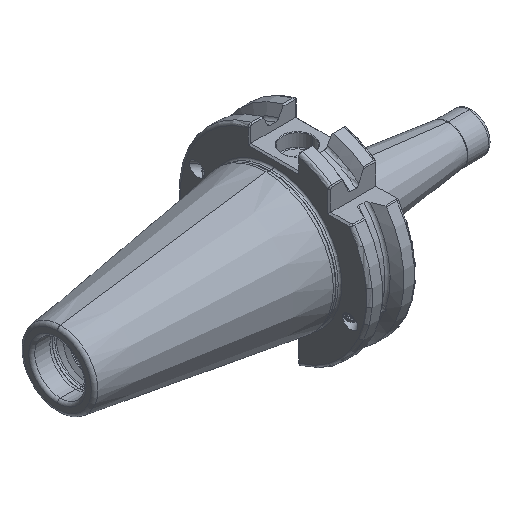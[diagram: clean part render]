
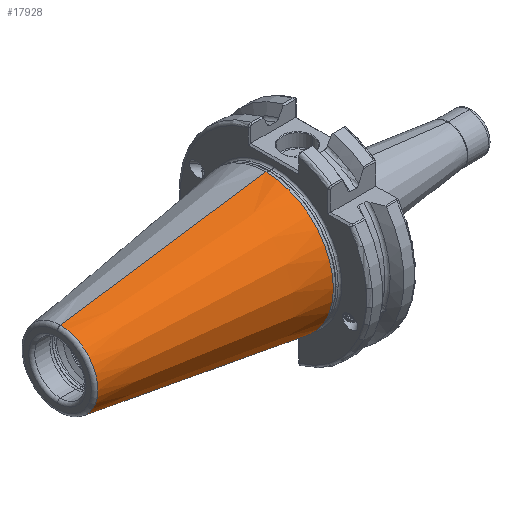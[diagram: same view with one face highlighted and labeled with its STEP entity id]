
A CAD part, isometric view. The second image highlights one B-rep face of the part: STEP entity #17928.
In plain terms, the highlighted conical face has half-angle 8.297 degrees and reference radius 22.692 mm.
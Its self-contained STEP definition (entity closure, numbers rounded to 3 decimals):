
#420 = FACE_OUTER_BOUND ( 'NONE', #11193, .T. ) ;
#424 = AXIS2_PLACEMENT_3D ( 'NONE', #2290, #2291, #2292 ) ;
#786 = CIRCLE ( 'NONE', #12401, 22.327 ) ;
#814 = CIRCLE ( 'NONE', #12425, 12.4 ) ;
#1020 = CONICAL_SURFACE ( 'NONE', #424, 22.692, 0.145 ) ;
#2290 = CARTESIAN_POINT ( 'NONE',  ( 0., 0., 0. ) ) ;
#2291 = DIRECTION ( 'NONE',  ( 1., 0., 0. ) ) ;
#2292 = DIRECTION ( 'NONE',  ( 0., 0., -1. ) ) ;
#3524 = VERTEX_POINT ( 'NONE', #18095 ) ;
#3525 = VERTEX_POINT ( 'NONE', #18096 ) ;
#3702 = CARTESIAN_POINT ( 'NONE',  ( -70.573, 0., 0. ) ) ;
#3703 = DIRECTION ( 'NONE',  ( 1., 0., 0. ) ) ;
#3704 = DIRECTION ( 'NONE',  ( 0., 0., 1. ) ) ;
#4758 = VERTEX_POINT ( 'NONE', #18105 ) ;
#4759 = VERTEX_POINT ( 'NONE', #18106 ) ;
#5099 = ORIENTED_EDGE ( 'NONE', *, *, #16630, .T. ) ;
#5100 = ORIENTED_EDGE ( 'NONE', *, *, #16628, .F. ) ;
#5101 = ORIENTED_EDGE ( 'NONE', *, *, #9475, .T. ) ;
#5103 = ORIENTED_EDGE ( 'NONE', *, *, #9440, .F. ) ;
#9440 = EDGE_CURVE ( 'NONE', #4758, #4759, #786, .T. ) ;
#9475 = EDGE_CURVE ( 'NONE', #3524, #3525, #814, .T. ) ;
#11193 = EDGE_LOOP ( 'NONE', ( #5100, #5101, #5099, #5103 ) ) ;
#12267 = VECTOR ( 'NONE', #14714, 1000. ) ;
#12269 = VECTOR ( 'NONE', #14720, 1000. ) ;
#12401 = AXIS2_PLACEMENT_3D ( 'NONE', #15926, #15927, #15928 ) ;
#12425 = AXIS2_PLACEMENT_3D ( 'NONE', #3702, #3703, #3704 ) ;
#14712 = LINE ( 'NONE', #14713, #12267 ) ;
#14713 = CARTESIAN_POINT ( 'NONE',  ( 0., 0., 22.692 ) ) ;
#14714 = DIRECTION ( 'NONE',  ( 0.99, 0., 0.144 ) ) ;
#14718 = LINE ( 'NONE', #14719, #12269 ) ;
#14719 = CARTESIAN_POINT ( 'NONE',  ( 0., 0., -22.692 ) ) ;
#14720 = DIRECTION ( 'NONE',  ( 0.99, 0., -0.144 ) ) ;
#15926 = CARTESIAN_POINT ( 'NONE',  ( -2.5, 0., 0. ) ) ;
#15927 = DIRECTION ( 'NONE',  ( 1., 0., 0. ) ) ;
#15928 = DIRECTION ( 'NONE',  ( 0., 0., -1. ) ) ;
#16628 = EDGE_CURVE ( 'NONE', #3524, #4758, #14712, .T. ) ;
#16630 = EDGE_CURVE ( 'NONE', #3525, #4759, #14718, .T. ) ;
#17928 = ADVANCED_FACE ( 'NONE', ( #420 ), #1020, .T. ) ;
#18095 = CARTESIAN_POINT ( 'NONE',  ( -70.573, 0., 12.4 ) ) ;
#18096 = CARTESIAN_POINT ( 'NONE',  ( -70.573, 0., -12.4 ) ) ;
#18105 = CARTESIAN_POINT ( 'NONE',  ( -2.5, 0., 22.327 ) ) ;
#18106 = CARTESIAN_POINT ( 'NONE',  ( -2.5, 0., -22.327 ) ) ;
